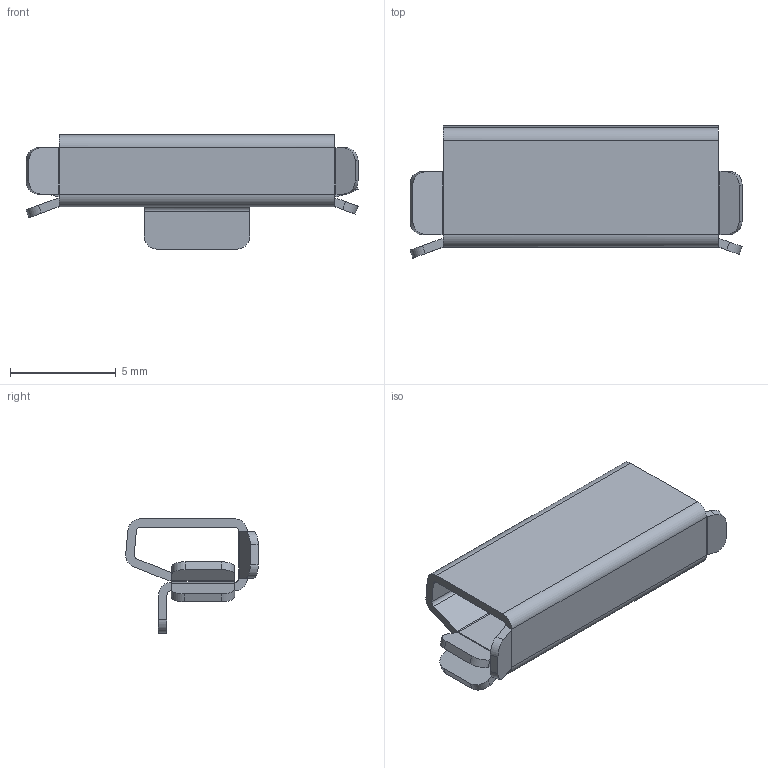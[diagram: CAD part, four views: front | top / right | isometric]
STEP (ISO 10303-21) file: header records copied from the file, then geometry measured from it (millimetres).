
FILE_DESCRIPTION(/* description */ ('Alibre Inc.'),/* implementation_level */ '2;1');
FILE_NAME(/* name */ 'export0',/* time_stamp */ '2015-04-16T23:20:57+08:00',/* author */ (''),/* organization */ (''),/* preprocessor_version */ 'ST-DEVELOPER v14',/* originating_system */ 'Alibre',/* authorisation */ '');
FILE_SCHEMA (('CONFIG_CONTROL_DESIGN'));
Length unit declared in the file: centimetre
Products named in the file (1): ID_1
Bounding box: 15.69 x 6.26 x 5.4 mm (x, y, z)
Volume: 106.4 mm3; surface area: 564.4 mm2
Topology: 1 solids, 1 shells, 92 faces, 238 edges, 148 vertices
Faces by surface type: plane 54, cylinder 38
Entity records: 2785 total; most frequent: ORIENTED_EDGE 476, CARTESIAN_POINT 471, DIRECTION 437, EDGE_CURVE 238, AXIS2_PLACEMENT_3D 165, VECTOR 158, LINE 158, VERTEX_POINT 148
